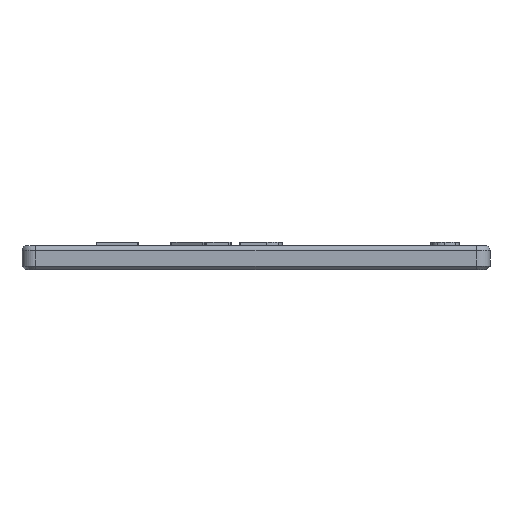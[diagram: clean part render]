
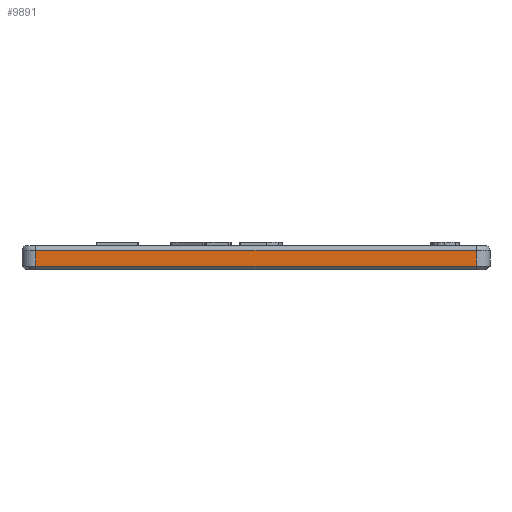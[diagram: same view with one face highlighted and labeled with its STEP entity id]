
A CAD part, front view. The second image highlights one B-rep face of the part: STEP entity #9891.
In plain terms, the highlighted planar face has unit normal (0, -1, 0).
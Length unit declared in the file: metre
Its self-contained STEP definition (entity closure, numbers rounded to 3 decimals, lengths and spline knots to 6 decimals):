
#731=FACE_OUTER_BOUND('',#1305,.T.);
#1305=EDGE_LOOP('',(#6645,#6646,#6647,#6648));
#2263=LINE('',#14100,#3148);
#2292=LINE('',#14176,#3177);
#2309=LINE('',#14238,#3194);
#2310=LINE('',#14239,#3195);
#3148=VECTOR('',#11350,1.);
#3177=VECTOR('',#11413,1.);
#3194=VECTOR('',#11472,1.);
#3195=VECTOR('',#11473,1.);
#4204=VERTEX_POINT('',#14098);
#4205=VERTEX_POINT('',#14099);
#4234=VERTEX_POINT('',#14173);
#4235=VERTEX_POINT('',#14175);
#5130=EDGE_CURVE('',#4204,#4205,#2263,.T.);
#5166=EDGE_CURVE('',#4235,#4234,#2292,.T.);
#5196=EDGE_CURVE('',#4234,#4205,#2309,.T.);
#5197=EDGE_CURVE('',#4204,#4235,#2310,.F.);
#6645=ORIENTED_EDGE('',*,*,#5166,.T.);
#6646=ORIENTED_EDGE('',*,*,#5196,.T.);
#6647=ORIENTED_EDGE('',*,*,#5130,.F.);
#6648=ORIENTED_EDGE('',*,*,#5197,.T.);
#9091=PLANE('',#10521);
#9891=ADVANCED_FACE('',(#731),#9091,.F.);
#10521=AXIS2_PLACEMENT_3D('',#14237,#11470,#11471);
#11350=DIRECTION('',(0.,0.,-1.));
#11413=DIRECTION('',(0.,0.,-1.));
#11470=DIRECTION('center_axis',(0.,1.,0.));
#11471=DIRECTION('ref_axis',(0.,0.,1.));
#11472=DIRECTION('',(1.,0.,0.));
#11473=DIRECTION('',(1.,0.,0.));
#14098=CARTESIAN_POINT('',(-0.107526,-0.104404,0.04755));
#14099=CARTESIAN_POINT('',(-0.107526,-0.104404,0.04525));
#14100=CARTESIAN_POINT('',(-0.107526,-0.104404,0.04825));
#14173=CARTESIAN_POINT('',(-0.170926,-0.104404,0.04525));
#14175=CARTESIAN_POINT('',(-0.170926,-0.104404,0.04755));
#14176=CARTESIAN_POINT('',(-0.170926,-0.104404,0.04825));
#14237=CARTESIAN_POINT('Origin',(-0.124026,-0.104404,
0.04825));
#14238=CARTESIAN_POINT('',(-0.124026,-0.104404,0.04525));
#14239=CARTESIAN_POINT('',(-0.170926,-0.104404,0.04755));
